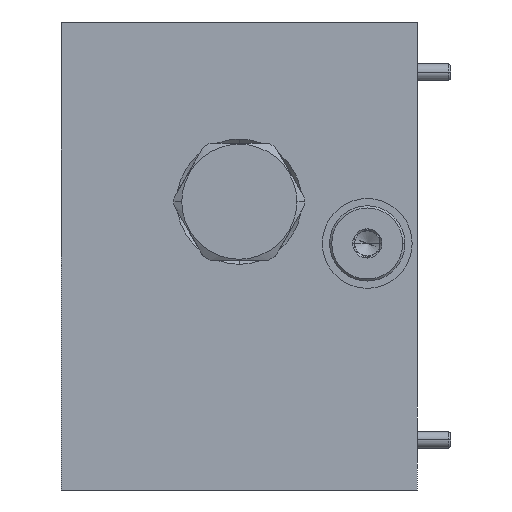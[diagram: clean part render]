
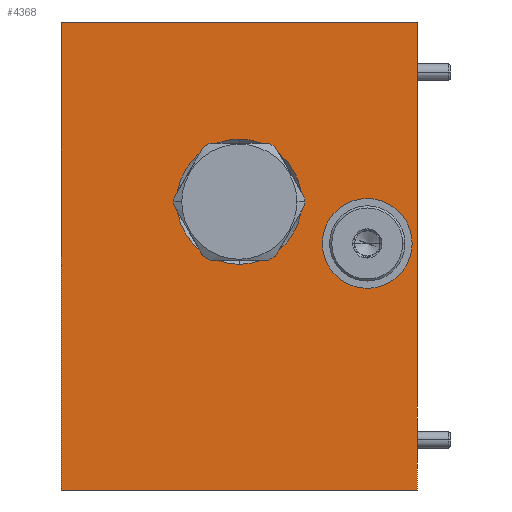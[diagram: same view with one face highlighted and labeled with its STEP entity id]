
A CAD part, left-side view. The second image highlights one B-rep face of the part: STEP entity #4368.
In plain terms, the highlighted planar face has unit normal (-1, 0, 0).
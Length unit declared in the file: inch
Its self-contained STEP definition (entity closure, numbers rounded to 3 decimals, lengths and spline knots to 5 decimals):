
#9=DIRECTION('',(0.,-1.,0.));
#10=VECTOR('',#9,2.664);
#11=CARTESIAN_POINT('',(0.,0.,0.));
#12=LINE('',#11,#10);
#384=DIRECTION('',(0.,0.,1.));
#385=VECTOR('',#384,3.5);
#386=CARTESIAN_POINT('',(0.,-2.664,0.));
#387=LINE('',#386,#385);
#794=DIRECTION('',(0.,0.,1.));
#795=VECTOR('',#794,3.5);
#796=CARTESIAN_POINT('',(0.,0.,0.));
#797=LINE('',#796,#795);
#798=CARTESIAN_POINT('',(0.,-2.289,1.844));
#799=DIRECTION('',(1.,0.,0.));
#800=DIRECTION('',(0.,0.,-1.));
#801=AXIS2_PLACEMENT_3D('',#798,#799,#800);
#803=CARTESIAN_POINT('',(0.,-2.289,1.844));
#804=DIRECTION('',(1.,0.,0.));
#805=DIRECTION('',(0.,0.,1.));
#806=AXIS2_PLACEMENT_3D('',#803,#804,#805);
#808=CARTESIAN_POINT('',(0.,-1.332,2.156));
#809=DIRECTION('',(1.,0.,0.));
#810=DIRECTION('',(0.,0.,-1.));
#811=AXIS2_PLACEMENT_3D('',#808,#809,#810);
#813=CARTESIAN_POINT('',(0.,-1.332,2.156));
#814=DIRECTION('',(1.,0.,0.));
#815=DIRECTION('',(0.,0.,1.));
#816=AXIS2_PLACEMENT_3D('',#813,#814,#815);
#3244=DIRECTION('',(0.,-1.,0.));
#3245=VECTOR('',#3244,2.664);
#3246=CARTESIAN_POINT('',(0.,0.,3.5));
#3247=LINE('',#3246,#3245);
#3422=CARTESIAN_POINT('',(0.,0.,0.));
#3423=CARTESIAN_POINT('',(0.,-2.664,0.));
#3424=VERTEX_POINT('',#3422);
#3425=VERTEX_POINT('',#3423);
#3426=CARTESIAN_POINT('',(0.,0.,3.5));
#3427=CARTESIAN_POINT('',(0.,-2.664,3.5));
#3428=VERTEX_POINT('',#3426);
#3429=VERTEX_POINT('',#3427);
#3450=CARTESIAN_POINT('',(0.,-2.289,1.508));
#3451=CARTESIAN_POINT('',(0.,-2.289,2.18));
#3452=VERTEX_POINT('',#3450);
#3453=VERTEX_POINT('',#3451);
#3502=CARTESIAN_POINT('',(0.,-1.332,1.688));
#3503=CARTESIAN_POINT('',(0.,-1.332,2.624));
#3504=VERTEX_POINT('',#3502);
#3505=VERTEX_POINT('',#3503);
#4343=CARTESIAN_POINT('',(0.,0.,0.));
#4344=DIRECTION('',(-1.,0.,0.));
#4345=DIRECTION('',(0.,-1.,0.));
#4346=AXIS2_PLACEMENT_3D('',#4343,#4344,#4345);
#4347=PLANE('',#4346);
#4348=ORIENTED_EDGE('',*,*,#3896,.F.);
#4350=ORIENTED_EDGE('',*,*,#4349,.T.);
#4352=ORIENTED_EDGE('',*,*,#4351,.T.);
#4353=ORIENTED_EDGE('',*,*,#4253,.F.);
#4354=EDGE_LOOP('',(#4348,#4350,#4352,#4353));
#4355=FACE_OUTER_BOUND('',#4354,.F.);
#4357=ORIENTED_EDGE('',*,*,#4356,.F.);
#4359=ORIENTED_EDGE('',*,*,#4358,.F.);
#4360=EDGE_LOOP('',(#4357,#4359));
#4361=FACE_BOUND('',#4360,.F.);
#4363=ORIENTED_EDGE('',*,*,#4362,.F.);
#4365=ORIENTED_EDGE('',*,*,#4364,.F.);
#4366=EDGE_LOOP('',(#4363,#4365));
#4367=FACE_BOUND('',#4366,.F.);
#4368=ADVANCED_FACE('',(#4355,#4361,#4367),#4347,.T.);
#802=CIRCLE('',#801,0.336);
#807=CIRCLE('',#806,0.336);
#812=CIRCLE('',#811,0.468);
#817=CIRCLE('',#816,0.468);
#3896=EDGE_CURVE('',#3424,#3425,#12,.T.);
#4253=EDGE_CURVE('',#3425,#3429,#387,.T.);
#4349=EDGE_CURVE('',#3424,#3428,#797,.T.);
#4351=EDGE_CURVE('',#3428,#3429,#3247,.T.);
#4356=EDGE_CURVE('',#3452,#3453,#802,.T.);
#4358=EDGE_CURVE('',#3453,#3452,#807,.T.);
#4362=EDGE_CURVE('',#3504,#3505,#812,.T.);
#4364=EDGE_CURVE('',#3505,#3504,#817,.T.);
